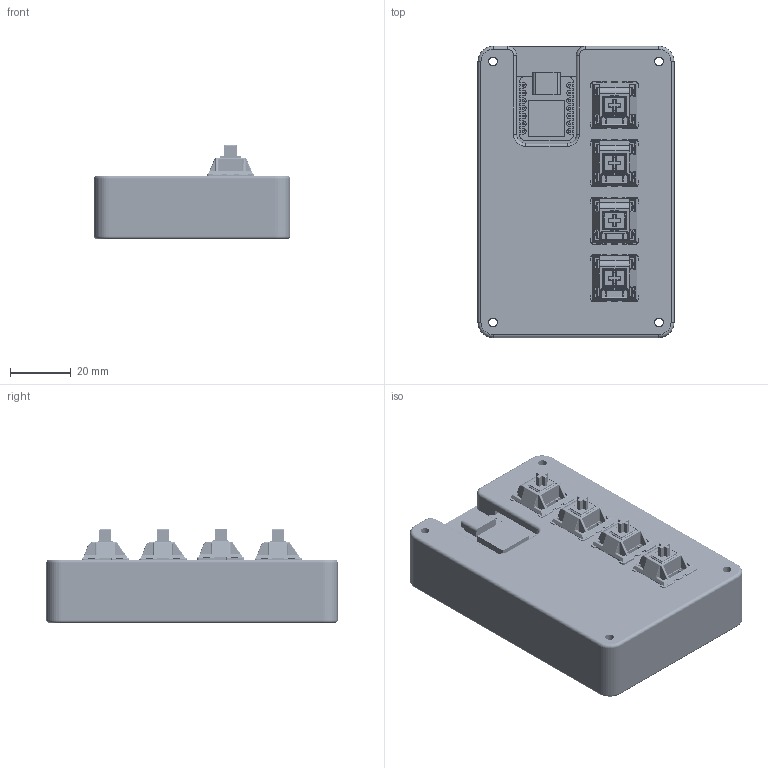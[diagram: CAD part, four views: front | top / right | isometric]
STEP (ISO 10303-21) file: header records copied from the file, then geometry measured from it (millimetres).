
FILE_DESCRIPTION(/* description */ (''),/* implementation_level */ '2;1');
FILE_NAME(/* name */ 'keyb v4.step',/* time_stamp */ '2024-10-21T13:47:56+11:00',/* author */ (''),/* organization */ (''),/* preprocessor_version */ 'ST-DEVELOPER v20',/* originating_system */ 'Autodesk Translation Framework v13.20.0.188',/* authorisation */ '');
FILE_SCHEMA (('AUTOMOTIVE_DESIGN { 1 0 10303 214 3 1 1 }'));
Products named in the file (14): keyb; Workshop 2 1; _autosave-Workshop 2_PCB; Seeeduino Xiao; ASM_MX_ASM; ASM_MX_ASM_1; ASM_MX_ASM_2; ASM_MX_ASM_3; MX_DOWN; MX_UP; UP_MX; MX_PIN; MX_SPRING; MX_CLICK
Assembly tree (31 placements, depth 4):
  keyb
    Workshop 2 1
      _autosave-Workshop 2_PCB
      Seeeduino Xiao
      ASM_MX_ASM
        MX_DOWN
        MX_UP
        UP_MX
        MX_PIN
        MX_SPRING
        MX_CLICK
      ASM_MX_ASM_1
        MX_DOWN
        MX_UP
        UP_MX
        MX_PIN
        MX_SPRING
        MX_CLICK
      ASM_MX_ASM_2
        MX_DOWN
        MX_UP
        UP_MX
        MX_PIN
        MX_SPRING
        MX_CLICK
      ASM_MX_ASM_3
        MX_DOWN
        MX_UP
        UP_MX
        MX_PIN
        MX_SPRING
        MX_CLICK
Bounding box: 64.8 x 96.3 x 31.15 mm (x, y, z)
Volume: 87130 mm3; surface area: 54659.1 mm2
Topology: 32 solids, 32 shells, 4007 faces, 10648 edges, 6756 vertices
Faces by surface type: plane 2507, cylinder 1124, torus 124, bspline 124, sphere 104, cone 24
Full cylindrical faces by diameter (mm): 0.6 x14, 1 x14, 1.2 x4, 1.524 x8, 1.6 x20, 1.702 x8, 2 x4, 2.6 x4, 2.9 x8, 3.2 x4, 3.8 x4, 3.988 x4, 4.8 x4
Entity records: 54056 total; most frequent: CARTESIAN_POINT 21323, ORIENTED_EDGE 6742, DIRECTION 6710, EDGE_CURVE 3371, LINE 2454, VECTOR 2454, VERTEX_POINT 2157, AXIS2_PLACEMENT_3D 2128
